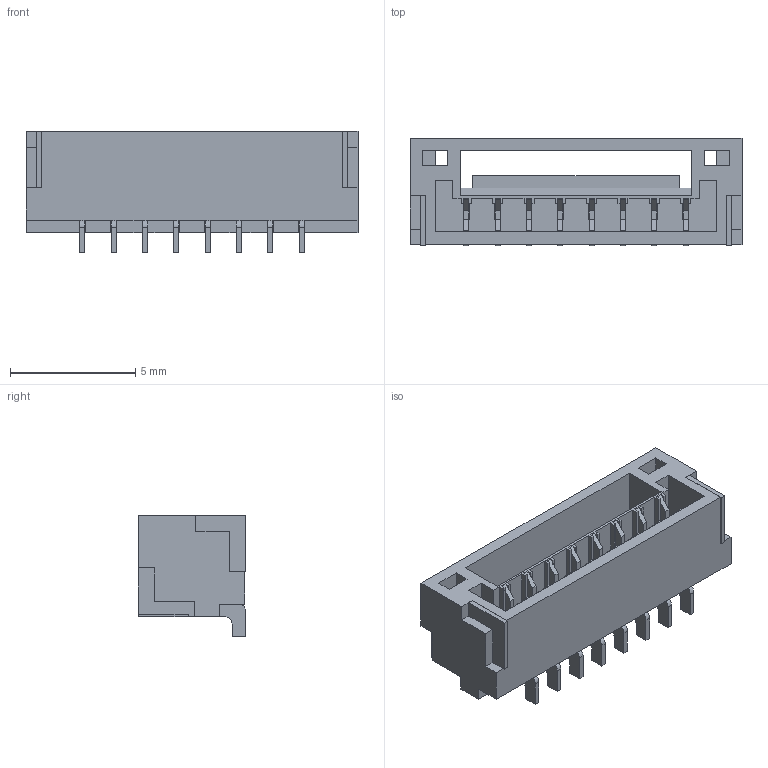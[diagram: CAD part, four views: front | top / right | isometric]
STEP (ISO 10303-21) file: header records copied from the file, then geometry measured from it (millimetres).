
FILE_DESCRIPTION (( 'STEP AP214' ), '1' );
FILE_NAME ('SM08B-GHS-TB.STEP', '2019-04-07T09:29:04', ( '' ), ( '' ), 'SwSTEP 2.0', 'SolidWorks 2018', '' );
FILE_SCHEMA (( 'AUTOMOTIVE_DESIGN' ));
Length unit declared in the file: millimetre
Products named in the file (1): SM08B-GHS-TB
Bounding box: 13.25 x 4.3 x 4.85 mm (x, y, z)
Volume: 110.2 mm3; surface area: 581.8 mm2
Topology: 11 solids, 11 shells, 340 faces, 980 edges, 648 vertices
Faces by surface type: plane 324, cylinder 16
Entity records: 11393 total; most frequent: CARTESIAN_POINT 1969, ORIENTED_EDGE 1960, DIRECTION 1694, EDGE_CURVE 980, LINE 948, VECTOR 948, VERTEX_POINT 648, AXIS2_PLACEMENT_3D 373
